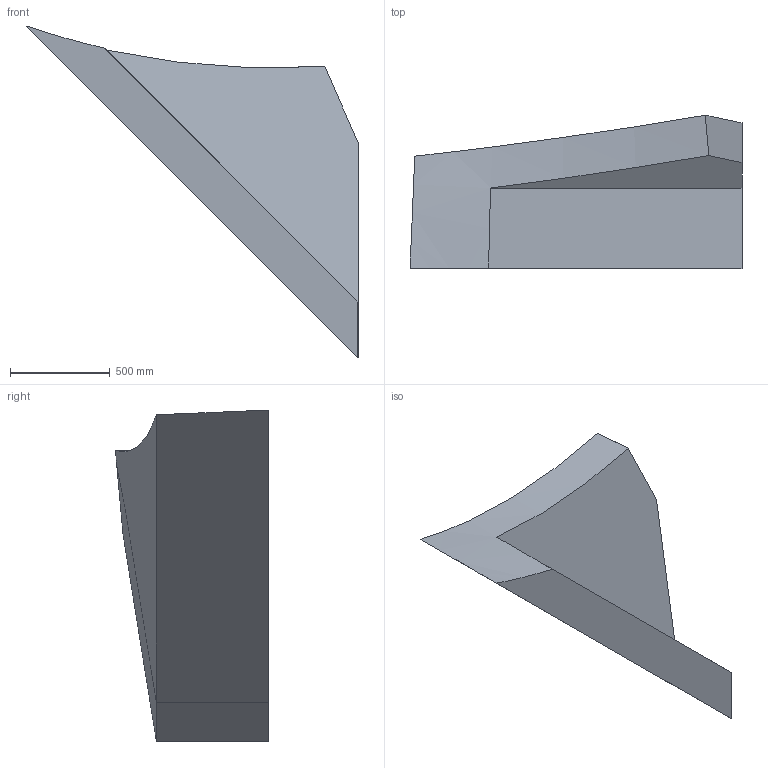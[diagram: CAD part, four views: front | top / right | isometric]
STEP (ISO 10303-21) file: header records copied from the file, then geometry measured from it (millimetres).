
FILE_DESCRIPTION(('Open CASCADE Model'),'2;1');
FILE_NAME('Open CASCADE Shape Model','2016-07-18T18:16:37',('Author'),( 'Open CASCADE'),'Open CASCADE STEP processor 6.5','Open CASCADE 6.5' ,'Unknown');
FILE_SCHEMA(('AUTOMOTIVE_DESIGN_CC2 { 1 2 10303 214 -1 1 5 4 }'));
Length unit declared in the file: millimetre
Products named in the file (1): Open CASCADE STEP translator 6.5 2
Bounding box: 1662.86 x 766.94 x 1662.86 mm (x, y, z)
Volume: 377001309.1 mm3; surface area: 5107222.3 mm2
Topology: 1 solids, 1 shells, 12 faces, 30 edges, 20 vertices
Faces by surface type: plane 11, cylinder 1
Entity records: 877 total; most frequent: CARTESIAN_POINT 299, DIRECTION 93, ORIENTED_EDGE 60, PCURVE 60, DEFINITIONAL_REPRESENTATION 60, LINE 54, VECTOR 54, EDGE_CURVE 30
